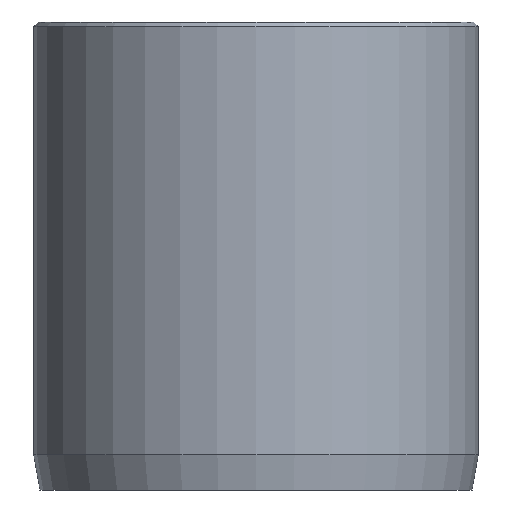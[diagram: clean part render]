
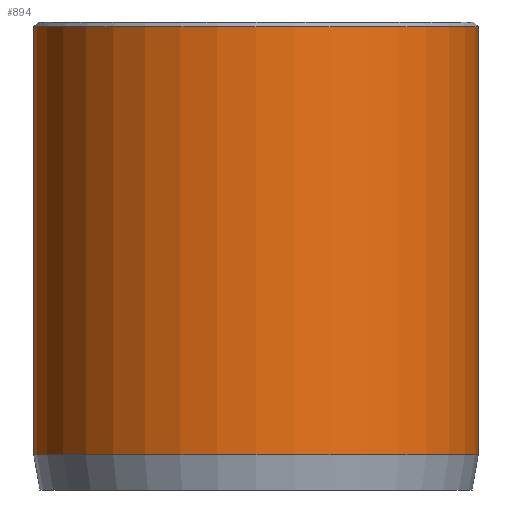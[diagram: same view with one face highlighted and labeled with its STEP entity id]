
A CAD part, front view. The second image highlights one B-rep face of the part: STEP entity #894.
In plain terms, the highlighted cylindrical face has radius 9.5 mm (diameter 19 mm), a partial arc.
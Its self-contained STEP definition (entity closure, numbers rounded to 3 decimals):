
#113 = VERTEX_POINT ( 'NONE', #981 ) ;
#137 = CARTESIAN_POINT ( 'NONE',  ( -9.5, 0., 19.8 ) ) ;
#185 = VERTEX_POINT ( 'NONE', #838 ) ;
#341 = EDGE_CURVE ( 'NONE', #460, #185, #630, .T. ) ;
#426 = CARTESIAN_POINT ( 'NONE',  ( 9.5, 0., 1.5 ) ) ;
#452 = CIRCLE ( 'NONE', #862, 9.5 ) ;
#454 = VERTEX_POINT ( 'NONE', #426 ) ;
#460 = VERTEX_POINT ( 'NONE', #137 ) ;
#496 = DIRECTION ( 'NONE',  ( 0., 0., 1. ) ) ;
#506 = AXIS2_PLACEMENT_3D ( 'NONE', #1071, #496, #1162 ) ;
#566 = EDGE_CURVE ( 'NONE', #113, #460, #452, .T. ) ;
#630 = LINE ( 'NONE', #638, #661 ) ;
#638 = CARTESIAN_POINT ( 'NONE',  ( -9.5, 0., 20. ) ) ;
#655 = DIRECTION ( 'NONE',  ( 0., 0., -1. ) ) ;
#659 = FACE_OUTER_BOUND ( 'NONE', #1032, .T. ) ;
#661 = VECTOR ( 'NONE', #655, 1000. ) ;
#694 = CARTESIAN_POINT ( 'NONE',  ( 0., 0., 20. ) ) ;
#719 = CIRCLE ( 'NONE', #506, 9.5 ) ;
#767 = AXIS2_PLACEMENT_3D ( 'NONE', #694, #1269, #788 ) ;
#776 = DIRECTION ( 'NONE',  ( 1., 0., 0. ) ) ;
#779 = DIRECTION ( 'NONE',  ( 0., 0., -1. ) ) ;
#783 = ORIENTED_EDGE ( 'NONE', *, *, #817, .T. ) ;
#788 = DIRECTION ( 'NONE',  ( -1., 0., 0. ) ) ;
#807 = CARTESIAN_POINT ( 'NONE',  ( 0., 0., 19.8 ) ) ;
#817 = EDGE_CURVE ( 'NONE', #185, #454, #719, .T. ) ;
#838 = CARTESIAN_POINT ( 'NONE',  ( -9.5, 0., 1.5 ) ) ;
#841 = VECTOR ( 'NONE', #851, 1000. ) ;
#848 = CARTESIAN_POINT ( 'NONE',  ( 9.5, 0., 20. ) ) ;
#851 = DIRECTION ( 'NONE',  ( 0., 0., -1. ) ) ;
#862 = AXIS2_PLACEMENT_3D ( 'NONE', #807, #779, #776 ) ;
#884 = CYLINDRICAL_SURFACE ( 'NONE', #767, 9.5 ) ;
#894 = ADVANCED_FACE ( 'NONE', ( #659 ), #884, .T. ) ;
#907 = ORIENTED_EDGE ( 'NONE', *, *, #341, .T. ) ;
#981 = CARTESIAN_POINT ( 'NONE',  ( 9.5, 0., 19.8 ) ) ;
#1032 = EDGE_LOOP ( 'NONE', ( #1144, #1270, #907, #783 ) ) ;
#1071 = CARTESIAN_POINT ( 'NONE',  ( 0., 0., 1.5 ) ) ;
#1092 = LINE ( 'NONE', #848, #841 ) ;
#1144 = ORIENTED_EDGE ( 'NONE', *, *, #1201, .F. ) ;
#1162 = DIRECTION ( 'NONE',  ( 1., 0., 0. ) ) ;
#1201 = EDGE_CURVE ( 'NONE', #113, #454, #1092, .T. ) ;
#1269 = DIRECTION ( 'NONE',  ( 0., 0., -1. ) ) ;
#1270 = ORIENTED_EDGE ( 'NONE', *, *, #566, .T. ) ;
